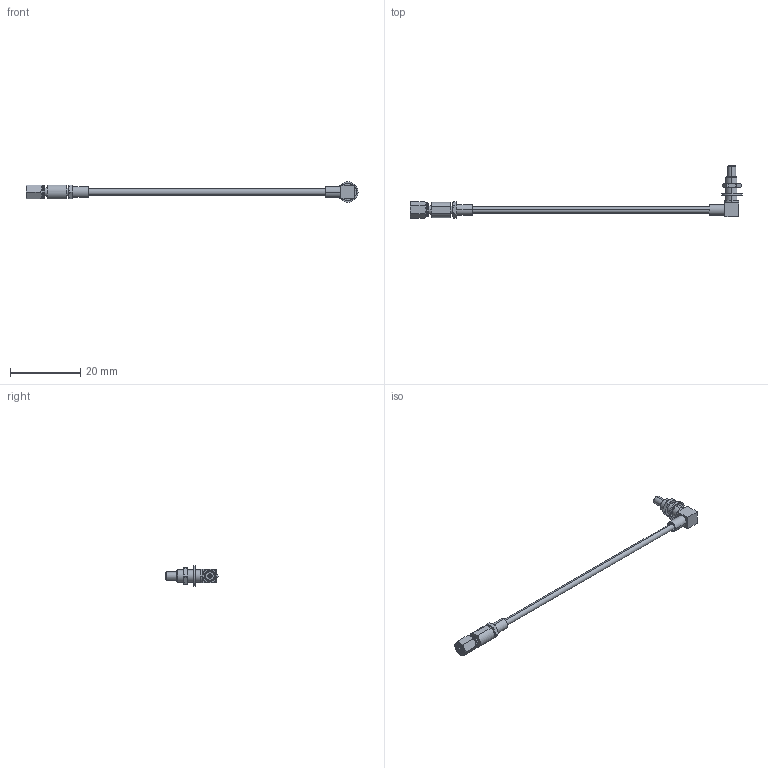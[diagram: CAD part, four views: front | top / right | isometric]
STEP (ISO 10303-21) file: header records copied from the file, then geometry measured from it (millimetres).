
FILE_DESCRIPTION (( 'STEP AP214' ), '1' );
FILE_NAME ('PE3C4459.step', '2020-04-20T15:51:08', ( '' ), ( '' ), 'SwSTEP 2.0', 'SolidWorks 2018', '' );
FILE_SCHEMA (( 'AUTOMOTIVE_DESIGN' ));
Length unit declared in the file: millimetre
Products named in the file (7): PE45367___; PE45386/FMCN1271(Ticket #1331)___; PE45386/FMCN1271(Ticket #1331)-MA1___; PE45386-MA4; PE45386-MA5___; RG178BU_3"; PE3C4459
Assembly tree (6 placements, depth 3):
  PE3C4459
    PE45386/FMCN1271(Ticket #1331)___
      PE45386/FMCN1271(Ticket #1331)-MA1___
      PE45386-MA5___
      PE45386-MA4
    PE45367___
    RG178BU_3"
Bounding box: 94.39 x 14.78 x 5.8 mm (x, y, z)
Volume: 521.4 mm3; surface area: 1317.5 mm2
Topology: 5 solids, 5 shells, 298 faces, 728 edges, 458 vertices
Faces by surface type: plane 172, cylinder 70, cone 49, bspline 3, torus 2, sphere 2
Entity records: 9680 total; most frequent: CARTESIAN_POINT 2483, ORIENTED_EDGE 1448, DIRECTION 1415, EDGE_CURVE 724, AXIS2_PLACEMENT_3D 498, VERTEX_POINT 456, VECTOR 419, LINE 419
